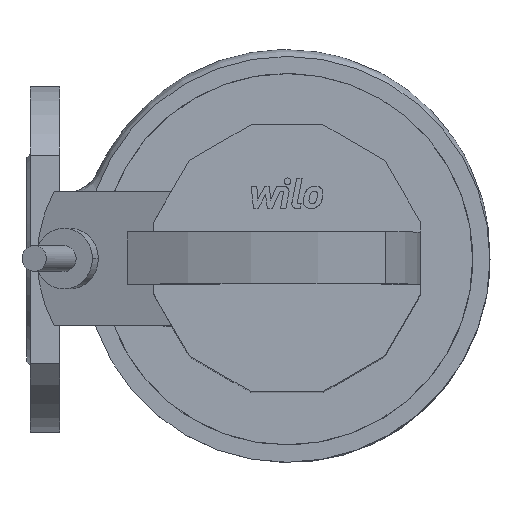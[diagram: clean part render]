
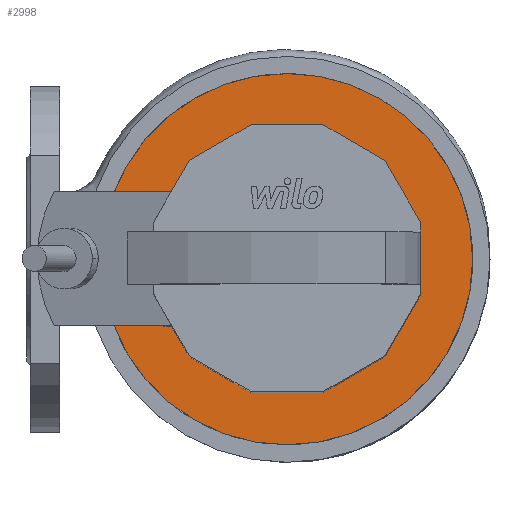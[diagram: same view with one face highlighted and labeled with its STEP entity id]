
A CAD part, top view. The second image highlights one B-rep face of the part: STEP entity #2998.
In plain terms, the highlighted planar face has unit normal (0, 0, 1).
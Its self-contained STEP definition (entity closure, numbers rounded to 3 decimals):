
#1989=CARTESIAN_POINT('',(43.,0.0,137.0));
#1990=VERTEX_POINT('',#1989);
#1999=CARTESIAN_POINT('',(257.0,0.,137.0));
#2000=VERTEX_POINT('',#1999);
#2001=CARTESIAN_POINT('',(150.0,0.0,137.0));
#2002=DIRECTION('',(0.0,0.0,-1.0));
#2003=DIRECTION('',(-1.0,0.0,0.0));
#2004=AXIS2_PLACEMENT_3D('',#2001,#2002,#2003);
#2005=CIRCLE('',#2004,107.);
#2006=EDGE_CURVE('',#1990,#2000,#2005,.T.);
#2404=CARTESIAN_POINT('',(83.332,38.527,137.0));
#2405=VERTEX_POINT('',#2404);
#2414=CARTESIAN_POINT('',(78.986,38.527,137.0));
#2415=VERTEX_POINT('',#2414);
#2416=CARTESIAN_POINT('',(78.986,38.527,137.0));
#2417=DIRECTION('',(1.0,0.0,0.0));
#2418=VECTOR('',#2417,4.346);
#2419=LINE('',#2416,#2418);
#2420=EDGE_CURVE('',#2415,#2405,#2419,.T.);
#2444=CARTESIAN_POINT('',(83.332,-38.527,137.0));
#2445=VERTEX_POINT('',#2444);
#2446=CARTESIAN_POINT('',(78.986,-38.527,137.0));
#2447=VERTEX_POINT('',#2446);
#2448=CARTESIAN_POINT('',(83.332,-38.527,137.0));
#2449=DIRECTION('',(-1.0,0.0,0.0));
#2450=VECTOR('',#2449,4.346);
#2451=LINE('',#2448,#2450);
#2452=EDGE_CURVE('',#2445,#2447,#2451,.T.);
#2509=CARTESIAN_POINT('',(93.632,56.368,137.0));
#2510=VERTEX_POINT('',#2509);
#2517=CARTESIAN_POINT('',(83.332,38.527,137.0));
#2518=DIRECTION('',(0.5,0.866,0.0));
#2519=VECTOR('',#2518,20.6);
#2520=LINE('',#2517,#2519);
#2521=EDGE_CURVE('',#2405,#2510,#2520,.T.);
#2578=CARTESIAN_POINT('',(93.632,-56.368,137.0));
#2579=VERTEX_POINT('',#2578);
#2580=CARTESIAN_POINT('',(93.632,-56.368,137.0));
#2581=DIRECTION('',(-0.5,0.866,0.0));
#2582=VECTOR('',#2581,20.6);
#2583=LINE('',#2580,#2582);
#2584=EDGE_CURVE('',#2579,#2445,#2583,.T.);
#2634=CARTESIAN_POINT('',(150.0,0.,137.0));
#2635=DIRECTION('',(0.0,0.0,-1.0));
#2636=DIRECTION('',(-1.0,0.0,0.0));
#2637=AXIS2_PLACEMENT_3D('',#2634,#2635,#2636);
#2638=ELLIPSE('',#2637,82.,77.055);
#2639=EDGE_CURVE('',#2447,#2415,#2638,.T.);
#2659=CARTESIAN_POINT('',(129.368,77.,137.0));
#2660=VERTEX_POINT('',#2659);
#2667=CARTESIAN_POINT('',(93.632,56.368,137.0));
#2668=DIRECTION('',(0.866,0.5,0.0));
#2669=VECTOR('',#2668,41.264);
#2670=LINE('',#2667,#2669);
#2671=EDGE_CURVE('',#2510,#2660,#2670,.T.);
#2690=CARTESIAN_POINT('',(170.632,77.,137.0));
#2691=VERTEX_POINT('',#2690);
#2698=CARTESIAN_POINT('',(129.368,77.,137.0));
#2699=DIRECTION('',(1.0,0.0,0.0));
#2700=VECTOR('',#2699,41.264);
#2701=LINE('',#2698,#2700);
#2702=EDGE_CURVE('',#2660,#2691,#2701,.T.);
#2721=CARTESIAN_POINT('',(206.368,56.368,137.0));
#2722=VERTEX_POINT('',#2721);
#2729=CARTESIAN_POINT('',(170.632,77.,137.0));
#2730=DIRECTION('',(0.866,-0.5,0.0));
#2731=VECTOR('',#2730,41.264);
#2732=LINE('',#2729,#2731);
#2733=EDGE_CURVE('',#2691,#2722,#2732,.T.);
#2752=CARTESIAN_POINT('',(227.,20.632,137.0));
#2753=VERTEX_POINT('',#2752);
#2760=CARTESIAN_POINT('',(206.368,56.368,137.0));
#2761=DIRECTION('',(0.5,-0.866,0.0));
#2762=VECTOR('',#2761,41.264);
#2763=LINE('',#2760,#2762);
#2764=EDGE_CURVE('',#2722,#2753,#2763,.T.);
#2790=CARTESIAN_POINT('',(227.,-20.632,137.0));
#2791=VERTEX_POINT('',#2790);
#2798=CARTESIAN_POINT('',(227.,20.632,137.0));
#2799=DIRECTION('',(0.0,-1.0,0.0));
#2800=VECTOR('',#2799,41.264);
#2801=LINE('',#2798,#2800);
#2802=EDGE_CURVE('',#2753,#2791,#2801,.T.);
#2821=CARTESIAN_POINT('',(206.368,-56.368,137.0));
#2822=VERTEX_POINT('',#2821);
#2829=CARTESIAN_POINT('',(227.,-20.632,137.0));
#2830=DIRECTION('',(-0.5,-0.866,0.0));
#2831=VECTOR('',#2830,41.264);
#2832=LINE('',#2829,#2831);
#2833=EDGE_CURVE('',#2791,#2822,#2832,.T.);
#2852=CARTESIAN_POINT('',(170.632,-77.,137.0));
#2853=VERTEX_POINT('',#2852);
#2860=CARTESIAN_POINT('',(206.368,-56.368,137.0));
#2861=DIRECTION('',(-0.866,-0.5,0.0));
#2862=VECTOR('',#2861,41.264);
#2863=LINE('',#2860,#2862);
#2864=EDGE_CURVE('',#2822,#2853,#2863,.T.);
#2883=CARTESIAN_POINT('',(129.368,-77.,137.0));
#2884=VERTEX_POINT('',#2883);
#2891=CARTESIAN_POINT('',(170.632,-77.,137.0));
#2892=DIRECTION('',(-1.0,0.0,0.0));
#2893=VECTOR('',#2892,41.264);
#2894=LINE('',#2891,#2893);
#2895=EDGE_CURVE('',#2853,#2884,#2894,.T.);
#2913=CARTESIAN_POINT('',(129.368,-77.,137.0));
#2914=DIRECTION('',(-0.866,0.5,0.0));
#2915=VECTOR('',#2914,41.264);
#2916=LINE('',#2913,#2915);
#2917=EDGE_CURVE('',#2884,#2579,#2916,.T.);
#2963=CARTESIAN_POINT('',(150.0,0.0,137.0));
#2964=DIRECTION('',(0.0,0.0,-1.0));
#2965=DIRECTION('',(-1.0,0.0,0.0));
#2966=AXIS2_PLACEMENT_3D('',#2963,#2964,#2965);
#2967=CIRCLE('',#2966,107.);
#2968=EDGE_CURVE('',#2000,#1990,#2967,.T.);
#2973=CARTESIAN_POINT('',(150.0,0.0,137.0));
#2974=DIRECTION('',(0.0,0.0,-1.0));
#2975=DIRECTION('',(-1.0,0.0,0.0));
#2976=AXIS2_PLACEMENT_3D('',#2973,#2974,#2975);
#2977=PLANE('',#2976);
#2978=ORIENTED_EDGE('',*,*,#2968,.F.);
#2979=ORIENTED_EDGE('',*,*,#2006,.F.);
#2980=EDGE_LOOP('',(#2978,#2979));
#2981=FACE_OUTER_BOUND('',#2980,.T.);
#2982=ORIENTED_EDGE('',*,*,#2420,.T.);
#2983=ORIENTED_EDGE('',*,*,#2521,.T.);
#2984=ORIENTED_EDGE('',*,*,#2671,.T.);
#2985=ORIENTED_EDGE('',*,*,#2702,.T.);
#2986=ORIENTED_EDGE('',*,*,#2733,.T.);
#2987=ORIENTED_EDGE('',*,*,#2764,.T.);
#2988=ORIENTED_EDGE('',*,*,#2802,.T.);
#2989=ORIENTED_EDGE('',*,*,#2833,.T.);
#2990=ORIENTED_EDGE('',*,*,#2864,.T.);
#2991=ORIENTED_EDGE('',*,*,#2895,.T.);
#2992=ORIENTED_EDGE('',*,*,#2917,.T.);
#2993=ORIENTED_EDGE('',*,*,#2584,.T.);
#2994=ORIENTED_EDGE('',*,*,#2452,.T.);
#2995=ORIENTED_EDGE('',*,*,#2639,.T.);
#2996=EDGE_LOOP('',(#2982,#2983,#2984,#2985,#2986,#2987,#2988,#2989,#2990,#2991,#2992,#2993,#2994,#2995));
#2997=FACE_BOUND('',#2996,.T.);
#2998=ADVANCED_FACE('',(#2981,#2997),#2977,.F.);
